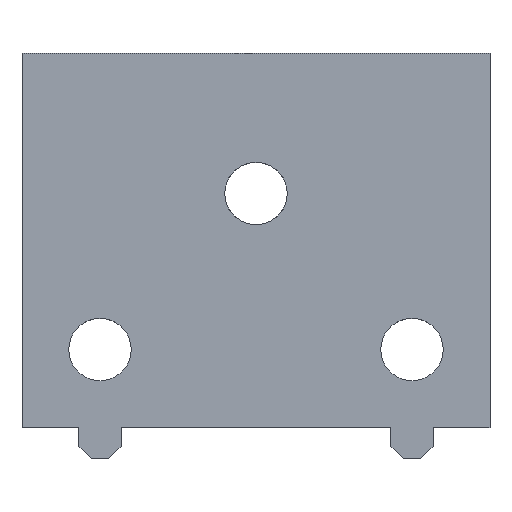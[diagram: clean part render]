
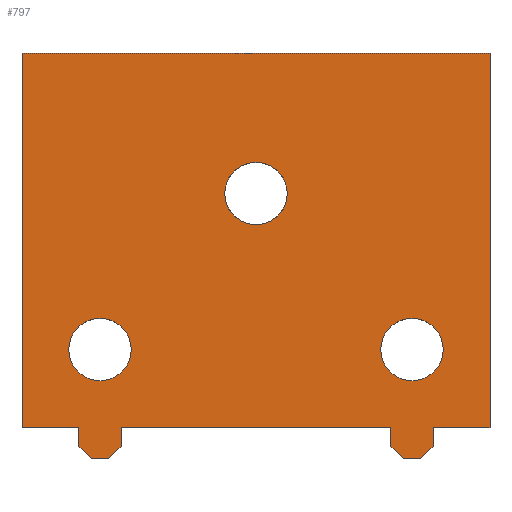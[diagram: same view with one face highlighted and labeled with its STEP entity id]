
A CAD part, top view. The second image highlights one B-rep face of the part: STEP entity #797.
In plain terms, the highlighted planar face has unit normal (0, 0, 1).
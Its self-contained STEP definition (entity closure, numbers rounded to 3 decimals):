
#26=FACE_BOUND('',#93,.T.);
#27=FACE_BOUND('',#94,.T.);
#28=FACE_BOUND('',#95,.T.);
#49=FACE_OUTER_BOUND('',#92,.T.);
#92=EDGE_LOOP('',(#641,#642,#643,#644,#645,#646,#647,#648,#649,#650,#651,
#652,#653,#654,#655,#656));
#93=EDGE_LOOP('',(#657));
#94=EDGE_LOOP('',(#658));
#95=EDGE_LOOP('',(#659));
#123=CIRCLE('',#848,2.);
#124=CIRCLE('',#865,2.);
#125=CIRCLE('',#866,2.);
#154=LINE('',#1168,#252);
#179=LINE('',#1230,#277);
#183=LINE('',#1239,#281);
#185=LINE('',#1244,#283);
#188=LINE('',#1249,#286);
#190=LINE('',#1253,#288);
#191=LINE('',#1256,#289);
#193=LINE('',#1261,#291);
#194=LINE('',#1262,#292);
#195=LINE('',#1263,#293);
#196=LINE('',#1265,#294);
#197=LINE('',#1267,#295);
#198=LINE('',#1269,#296);
#199=LINE('',#1271,#297);
#200=LINE('',#1272,#298);
#201=LINE('',#1273,#299);
#252=VECTOR('',#932,24.);
#277=VECTOR('',#991,24.);
#281=VECTOR('',#1003,3.65);
#283=VECTOR('',#1007,17.3);
#286=VECTOR('',#1012,3.65);
#288=VECTOR('',#1016,1.2);
#289=VECTOR('',#1019,1.131);
#291=VECTOR('',#1023,1.131);
#292=VECTOR('',#1024,1.1);
#293=VECTOR('',#1025,30.);
#294=VECTOR('',#1026,1.2);
#295=VECTOR('',#1027,1.131);
#296=VECTOR('',#1028,1.1);
#297=VECTOR('',#1029,1.131);
#298=VECTOR('',#1030,1.2);
#299=VECTOR('',#1031,1.2);
#354=VERTEX_POINT('',#1165);
#355=VERTEX_POINT('',#1167);
#367=VERTEX_POINT('',#1199);
#374=VERTEX_POINT('',#1227);
#375=VERTEX_POINT('',#1229);
#376=VERTEX_POINT('',#1237);
#377=VERTEX_POINT('',#1241);
#378=VERTEX_POINT('',#1243);
#379=VERTEX_POINT('',#1247);
#380=VERTEX_POINT('',#1251);
#381=VERTEX_POINT('',#1255);
#382=VERTEX_POINT('',#1259);
#383=VERTEX_POINT('',#1260);
#384=VERTEX_POINT('',#1264);
#385=VERTEX_POINT('',#1266);
#386=VERTEX_POINT('',#1268);
#387=VERTEX_POINT('',#1270);
#388=VERTEX_POINT('',#1274);
#389=VERTEX_POINT('',#1276);
#431=EDGE_CURVE('',#354,#355,#154,.T.);
#450=EDGE_CURVE('',#367,#367,#123,.T.);
#464=EDGE_CURVE('',#374,#375,#179,.T.);
#468=EDGE_CURVE('',#376,#375,#183,.T.);
#470=EDGE_CURVE('',#378,#377,#185,.T.);
#473=EDGE_CURVE('',#354,#379,#188,.T.);
#475=EDGE_CURVE('',#376,#380,#190,.T.);
#476=EDGE_CURVE('',#381,#380,#191,.T.);
#478=EDGE_CURVE('',#382,#383,#193,.T.);
#479=EDGE_CURVE('',#381,#383,#194,.T.);
#480=EDGE_CURVE('',#355,#374,#195,.T.);
#481=EDGE_CURVE('',#384,#379,#196,.T.);
#482=EDGE_CURVE('',#384,#385,#197,.T.);
#483=EDGE_CURVE('',#386,#385,#198,.T.);
#484=EDGE_CURVE('',#386,#387,#199,.T.);
#485=EDGE_CURVE('',#378,#387,#200,.T.);
#486=EDGE_CURVE('',#382,#377,#201,.T.);
#487=EDGE_CURVE('',#388,#388,#124,.T.);
#488=EDGE_CURVE('',#389,#389,#125,.T.);
#641=ORIENTED_EDGE('',*,*,#478,.T.);
#642=ORIENTED_EDGE('',*,*,#479,.F.);
#643=ORIENTED_EDGE('',*,*,#476,.T.);
#644=ORIENTED_EDGE('',*,*,#475,.F.);
#645=ORIENTED_EDGE('',*,*,#468,.T.);
#646=ORIENTED_EDGE('',*,*,#464,.F.);
#647=ORIENTED_EDGE('',*,*,#480,.F.);
#648=ORIENTED_EDGE('',*,*,#431,.F.);
#649=ORIENTED_EDGE('',*,*,#473,.T.);
#650=ORIENTED_EDGE('',*,*,#481,.F.);
#651=ORIENTED_EDGE('',*,*,#482,.T.);
#652=ORIENTED_EDGE('',*,*,#483,.F.);
#653=ORIENTED_EDGE('',*,*,#484,.T.);
#654=ORIENTED_EDGE('',*,*,#485,.F.);
#655=ORIENTED_EDGE('',*,*,#470,.T.);
#656=ORIENTED_EDGE('',*,*,#486,.F.);
#657=ORIENTED_EDGE('',*,*,#487,.F.);
#658=ORIENTED_EDGE('',*,*,#450,.F.);
#659=ORIENTED_EDGE('',*,*,#488,.F.);
#760=PLANE('',#864);
#797=ADVANCED_FACE('',(#49,#26,#27,#28),#760,.T.);
#848=AXIS2_PLACEMENT_3D('',#1201,#962,#963);
#864=AXIS2_PLACEMENT_3D('',#1258,#1021,#1022);
#865=AXIS2_PLACEMENT_3D('',#1275,#1032,#1033);
#866=AXIS2_PLACEMENT_3D('',#1277,#1034,#1035);
#932=DIRECTION('',(0.,1.,0.));
#962=DIRECTION('center_axis',(0.,0.,1.));
#963=DIRECTION('ref_axis',(1.,0.,0.));
#991=DIRECTION('',(0.,-1.,0.));
#1003=DIRECTION('',(1.,0.,0.));
#1007=DIRECTION('',(1.,0.,0.));
#1012=DIRECTION('',(1.,0.,0.));
#1016=DIRECTION('',(0.,-1.,0.));
#1019=DIRECTION('',(0.707,0.707,0.));
#1021=DIRECTION('center_axis',(0.,0.,1.));
#1022=DIRECTION('ref_axis',(1.,0.,0.));
#1023=DIRECTION('',(0.707,-0.707,0.));
#1024=DIRECTION('',(-1.,0.,0.));
#1025=DIRECTION('',(1.,0.,0.));
#1026=DIRECTION('',(0.,1.,0.));
#1027=DIRECTION('',(0.707,-0.707,0.));
#1028=DIRECTION('',(-1.,0.,0.));
#1029=DIRECTION('',(0.707,0.707,0.));
#1030=DIRECTION('',(0.,-1.,0.));
#1031=DIRECTION('',(0.,1.,0.));
#1032=DIRECTION('center_axis',(0.,0.,1.));
#1033=DIRECTION('ref_axis',(1.,0.,0.));
#1034=DIRECTION('center_axis',(0.,0.,1.));
#1035=DIRECTION('ref_axis',(1.,0.,0.));
#1165=CARTESIAN_POINT('',(-15.,0.,5.));
#1167=CARTESIAN_POINT('',(-15.,24.,5.));
#1168=CARTESIAN_POINT('',(-15.,0.,5.));
#1199=CARTESIAN_POINT('',(-2.,15.,5.));
#1201=CARTESIAN_POINT('Origin',(0.,15.,5.));
#1227=CARTESIAN_POINT('',(15.,24.,5.));
#1229=CARTESIAN_POINT('',(15.,0.,5.));
#1230=CARTESIAN_POINT('',(15.,24.,5.));
#1237=CARTESIAN_POINT('',(11.35,0.,5.));
#1239=CARTESIAN_POINT('',(11.35,0.,5.));
#1241=CARTESIAN_POINT('',(8.65,0.,5.));
#1243=CARTESIAN_POINT('',(-8.65,0.,5.));
#1244=CARTESIAN_POINT('',(-8.65,0.,5.));
#1247=CARTESIAN_POINT('',(-11.35,0.,5.));
#1249=CARTESIAN_POINT('',(-15.,0.,5.));
#1251=CARTESIAN_POINT('',(11.35,-1.2,5.));
#1253=CARTESIAN_POINT('',(11.35,0.,5.));
#1255=CARTESIAN_POINT('',(10.55,-2.,5.));
#1256=CARTESIAN_POINT('',(10.55,-2.,5.));
#1258=CARTESIAN_POINT('Origin',(0.,0.,5.));
#1259=CARTESIAN_POINT('',(8.65,-1.2,5.));
#1260=CARTESIAN_POINT('',(9.45,-2.,5.));
#1261=CARTESIAN_POINT('',(8.65,-1.2,5.));
#1262=CARTESIAN_POINT('',(10.55,-2.,5.));
#1263=CARTESIAN_POINT('',(-15.,24.,5.));
#1264=CARTESIAN_POINT('',(-11.35,-1.2,5.));
#1265=CARTESIAN_POINT('',(-11.35,-1.2,5.));
#1266=CARTESIAN_POINT('',(-10.55,-2.,5.));
#1267=CARTESIAN_POINT('',(-11.35,-1.2,5.));
#1268=CARTESIAN_POINT('',(-9.45,-2.,5.));
#1269=CARTESIAN_POINT('',(-9.45,-2.,5.));
#1270=CARTESIAN_POINT('',(-8.65,-1.2,5.));
#1271=CARTESIAN_POINT('',(-9.45,-2.,5.));
#1272=CARTESIAN_POINT('',(-8.65,0.,5.));
#1273=CARTESIAN_POINT('',(8.65,-1.2,5.));
#1274=CARTESIAN_POINT('',(8.,5.,5.));
#1275=CARTESIAN_POINT('Origin',(10.,5.,5.));
#1276=CARTESIAN_POINT('',(-12.,5.,5.));
#1277=CARTESIAN_POINT('Origin',(-10.,5.,5.));
